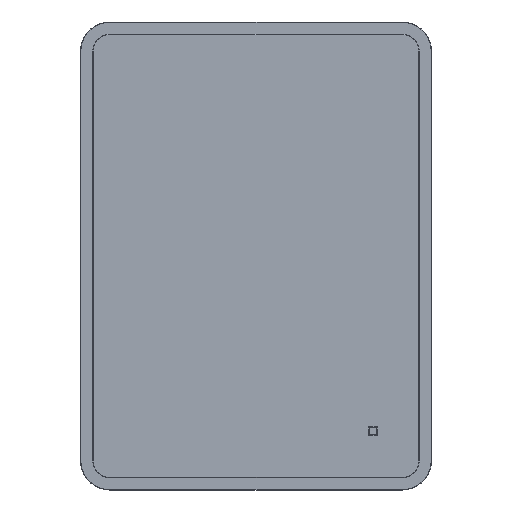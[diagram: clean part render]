
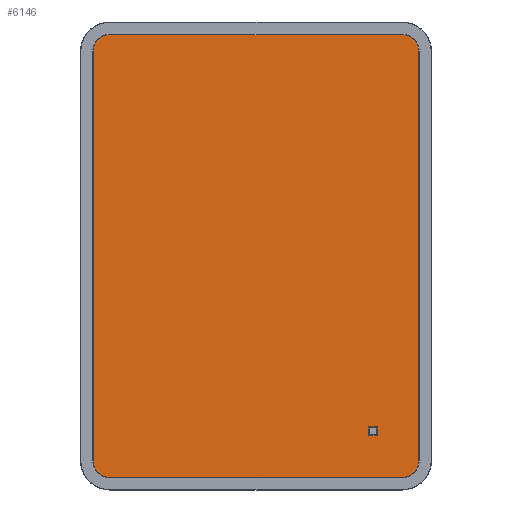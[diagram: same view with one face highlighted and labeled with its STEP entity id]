
A CAD part, top view. The second image highlights one B-rep face of the part: STEP entity #6146.
In plain terms, the highlighted planar face has unit normal (0, 0, 1).
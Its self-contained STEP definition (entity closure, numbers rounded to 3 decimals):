
#51 = VERTEX_POINT ( 'NONE', #1320 ) ;
#54 = LINE ( 'NONE', #5810, #2219 ) ;
#58 = DIRECTION ( 'NONE',  ( 0., 0., 1. ) ) ;
#95 = LINE ( 'NONE', #6358, #6691 ) ;
#184 = EDGE_CURVE ( 'NONE', #3180, #4886, #3470, .T. ) ;
#216 = DIRECTION ( 'NONE',  ( 0., 0., 1. ) ) ;
#229 = CARTESIAN_POINT ( 'NONE',  ( 0., 0., 4. ) ) ;
#273 = ORIENTED_EDGE ( 'NONE', *, *, #743, .F. ) ;
#310 = VECTOR ( 'NONE', #2412, 1000. ) ;
#314 = CIRCLE ( 'NONE', #4697, 28.5 ) ;
#399 = CARTESIAN_POINT ( 'NONE',  ( 192.5, -292., 4. ) ) ;
#697 = CARTESIAN_POINT ( 'NONE',  ( 250., 378.5, 4. ) ) ;
#743 = EDGE_CURVE ( 'NONE', #4886, #2039, #54, .T. ) ;
#777 = ORIENTED_EDGE ( 'NONE', *, *, #6152, .F. ) ;
#803 = CARTESIAN_POINT ( 'NONE',  ( 278.5, 350., 4. ) ) ;
#816 = CARTESIAN_POINT ( 'NONE',  ( 192.5, -307., 4. ) ) ;
#843 = EDGE_LOOP ( 'NONE', ( #2458, #3127, #1598, #1254, #5577, #2936, #3861, #5265 ) ) ;
#963 = EDGE_CURVE ( 'NONE', #3554, #2030, #3346, .T. ) ;
#989 = VECTOR ( 'NONE', #6489, 1000. ) ;
#1014 = CARTESIAN_POINT ( 'NONE',  ( 0., 378.5, 4. ) ) ;
#1131 = PLANE ( 'NONE',  #2439 ) ;
#1153 = CARTESIAN_POINT ( 'NONE',  ( -250., -378.5, 4. ) ) ;
#1213 = VERTEX_POINT ( 'NONE', #3134 ) ;
#1244 = CIRCLE ( 'NONE', #5069, 28.5 ) ;
#1254 = ORIENTED_EDGE ( 'NONE', *, *, #1919, .T. ) ;
#1262 = VERTEX_POINT ( 'NONE', #697 ) ;
#1265 = EDGE_CURVE ( 'NONE', #3758, #4862, #3306, .T. ) ;
#1268 = DIRECTION ( 'NONE',  ( 0., 0., 1. ) ) ;
#1320 = CARTESIAN_POINT ( 'NONE',  ( 278.5, -350., 4. ) ) ;
#1329 = CARTESIAN_POINT ( 'NONE',  ( -250., 350., 4. ) ) ;
#1437 = LINE ( 'NONE', #399, #3467 ) ;
#1512 = VECTOR ( 'NONE', #2766, 1000. ) ;
#1528 = LINE ( 'NONE', #1014, #6368 ) ;
#1598 = ORIENTED_EDGE ( 'NONE', *, *, #2853, .T. ) ;
#1720 = EDGE_CURVE ( 'NONE', #1213, #3758, #2992, .T. ) ;
#1761 = EDGE_CURVE ( 'NONE', #4862, #3554, #1244, .T. ) ;
#1828 = CARTESIAN_POINT ( 'NONE',  ( 250., -350., 4. ) ) ;
#1874 = CARTESIAN_POINT ( 'NONE',  ( -250., -350., 4. ) ) ;
#1919 = EDGE_CURVE ( 'NONE', #1262, #1213, #1528, .T. ) ;
#2030 = VERTEX_POINT ( 'NONE', #3780 ) ;
#2039 = VERTEX_POINT ( 'NONE', #2748 ) ;
#2219 = VECTOR ( 'NONE', #3829, 1000. ) ;
#2257 = FACE_BOUND ( 'NONE', #4922, .T. ) ;
#2384 = DIRECTION ( 'NONE',  ( 0., 0., 1. ) ) ;
#2412 = DIRECTION ( 'NONE',  ( 1., 0., 0. ) ) ;
#2439 = AXIS2_PLACEMENT_3D ( 'NONE', #229, #1268, #4342 ) ;
#2458 = ORIENTED_EDGE ( 'NONE', *, *, #6503, .T. ) ;
#2733 = LINE ( 'NONE', #3866, #1512 ) ;
#2748 = CARTESIAN_POINT ( 'NONE',  ( 207.5, -292., 4. ) ) ;
#2766 = DIRECTION ( 'NONE',  ( 0., 1., 0. ) ) ;
#2853 = EDGE_CURVE ( 'NONE', #6498, #1262, #314, .T. ) ;
#2936 = ORIENTED_EDGE ( 'NONE', *, *, #1265, .T. ) ;
#2992 = CIRCLE ( 'NONE', #6265, 28.5 ) ;
#3105 = DIRECTION ( 'NONE',  ( -1., 0., 0. ) ) ;
#3127 = ORIENTED_EDGE ( 'NONE', *, *, #4927, .T. ) ;
#3134 = CARTESIAN_POINT ( 'NONE',  ( -250., 378.5, 4. ) ) ;
#3167 = EDGE_CURVE ( 'NONE', #2039, #3178, #1437, .T. ) ;
#3178 = VERTEX_POINT ( 'NONE', #4587 ) ;
#3180 = VERTEX_POINT ( 'NONE', #816 ) ;
#3306 = LINE ( 'NONE', #4873, #5356 ) ;
#3318 = AXIS2_PLACEMENT_3D ( 'NONE', #1828, #216, #3340 ) ;
#3340 = DIRECTION ( 'NONE',  ( 1., 0., 0. ) ) ;
#3346 = LINE ( 'NONE', #4919, #989 ) ;
#3467 = VECTOR ( 'NONE', #5645, 1000. ) ;
#3470 = LINE ( 'NONE', #3542, #310 ) ;
#3542 = CARTESIAN_POINT ( 'NONE',  ( 192.5, -307., 4. ) ) ;
#3554 = VERTEX_POINT ( 'NONE', #1153 ) ;
#3637 = CARTESIAN_POINT ( 'NONE',  ( 250., 350., 4. ) ) ;
#3736 = DIRECTION ( 'NONE',  ( 0., -1., 0. ) ) ;
#3758 = VERTEX_POINT ( 'NONE', #4981 ) ;
#3780 = CARTESIAN_POINT ( 'NONE',  ( 250., -378.5, 4. ) ) ;
#3829 = DIRECTION ( 'NONE',  ( 0., 1., 0. ) ) ;
#3861 = ORIENTED_EDGE ( 'NONE', *, *, #1761, .T. ) ;
#3866 = CARTESIAN_POINT ( 'NONE',  ( 278.5, 0., 4. ) ) ;
#3961 = DIRECTION ( 'NONE',  ( 0., 0., 1. ) ) ;
#4224 = ORIENTED_EDGE ( 'NONE', *, *, #184, .F. ) ;
#4338 = CARTESIAN_POINT ( 'NONE',  ( 207.5, -307., 4. ) ) ;
#4342 = DIRECTION ( 'NONE',  ( 1., 0., 0. ) ) ;
#4587 = CARTESIAN_POINT ( 'NONE',  ( 192.5, -292., 4. ) ) ;
#4664 = ORIENTED_EDGE ( 'NONE', *, *, #3167, .F. ) ;
#4697 = AXIS2_PLACEMENT_3D ( 'NONE', #3637, #58, #5722 ) ;
#4862 = VERTEX_POINT ( 'NONE', #4958 ) ;
#4873 = CARTESIAN_POINT ( 'NONE',  ( -278.5, 0., 4. ) ) ;
#4886 = VERTEX_POINT ( 'NONE', #4338 ) ;
#4919 = CARTESIAN_POINT ( 'NONE',  ( 0., -378.5, 4. ) ) ;
#4922 = EDGE_LOOP ( 'NONE', ( #273, #4224, #777, #4664 ) ) ;
#4927 = EDGE_CURVE ( 'NONE', #51, #6498, #2733, .T. ) ;
#4929 = FACE_OUTER_BOUND ( 'NONE', #843, .T. ) ;
#4958 = CARTESIAN_POINT ( 'NONE',  ( -278.5, -350., 4. ) ) ;
#4981 = CARTESIAN_POINT ( 'NONE',  ( -278.5, 350., 4. ) ) ;
#5069 = AXIS2_PLACEMENT_3D ( 'NONE', #1874, #3961, #6044 ) ;
#5128 = DIRECTION ( 'NONE',  ( 0., -1., 0. ) ) ;
#5171 = CIRCLE ( 'NONE', #3318, 28.5 ) ;
#5265 = ORIENTED_EDGE ( 'NONE', *, *, #963, .T. ) ;
#5356 = VECTOR ( 'NONE', #5128, 1000. ) ;
#5469 = DIRECTION ( 'NONE',  ( 1., 0., 0. ) ) ;
#5577 = ORIENTED_EDGE ( 'NONE', *, *, #1720, .T. ) ;
#5645 = DIRECTION ( 'NONE',  ( -1., 0., 0. ) ) ;
#5722 = DIRECTION ( 'NONE',  ( 1., 0., 0. ) ) ;
#5810 = CARTESIAN_POINT ( 'NONE',  ( 207.5, -292., 4. ) ) ;
#6044 = DIRECTION ( 'NONE',  ( 1., 0., 0. ) ) ;
#6146 = ADVANCED_FACE ( 'NONE', ( #2257, #4929 ), #1131, .T. ) ;
#6152 = EDGE_CURVE ( 'NONE', #3178, #3180, #95, .T. ) ;
#6265 = AXIS2_PLACEMENT_3D ( 'NONE', #1329, #2384, #5469 ) ;
#6358 = CARTESIAN_POINT ( 'NONE',  ( 192.5, -292., 4. ) ) ;
#6368 = VECTOR ( 'NONE', #3105, 1000. ) ;
#6489 = DIRECTION ( 'NONE',  ( 1., 0., 0. ) ) ;
#6498 = VERTEX_POINT ( 'NONE', #803 ) ;
#6503 = EDGE_CURVE ( 'NONE', #2030, #51, #5171, .T. ) ;
#6691 = VECTOR ( 'NONE', #3736, 1000. ) ;
